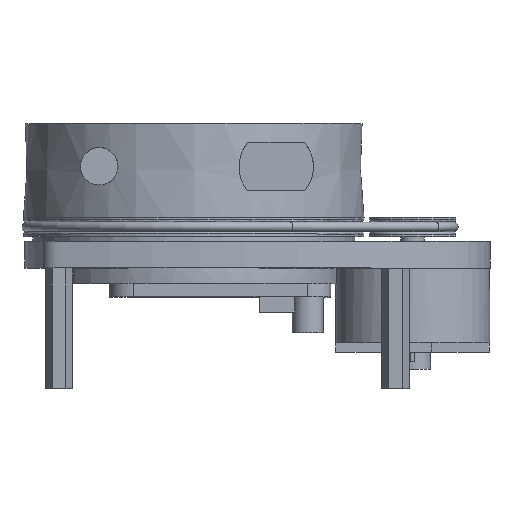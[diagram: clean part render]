
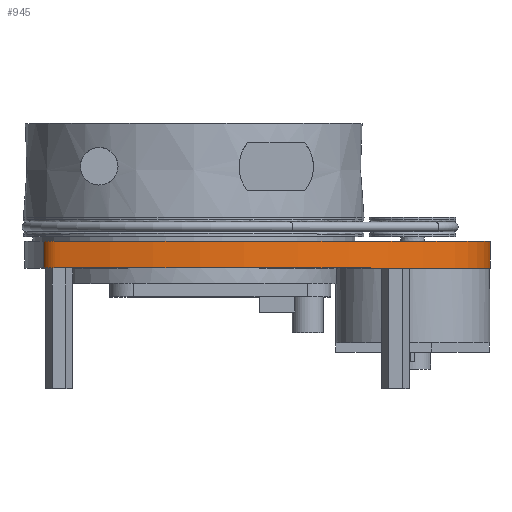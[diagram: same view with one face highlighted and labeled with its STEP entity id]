
A CAD part, top view. The second image highlights one B-rep face of the part: STEP entity #945.
In plain terms, the highlighted free-form (B-spline) face has degree [3, 1] with [13, 2] control points.
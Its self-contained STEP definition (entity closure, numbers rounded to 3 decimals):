
#219 = ORIENTED_EDGE ( 'NONE', *, *, #6674, .T. ) ;
#264 = LINE ( 'NONE', #6315, #7660 ) ;
#395 = CARTESIAN_POINT ( 'NONE',  ( 5.832, 30.575, 65.431 ) ) ;
#446 = CARTESIAN_POINT ( 'NONE',  ( 11.604, 30.575, 68.549 ) ) ;
#490 = CARTESIAN_POINT ( 'NONE',  ( 52.802, 30.575, 70.957 ) ) ;
#670 = CARTESIAN_POINT ( 'NONE',  ( 98.702, 25., 36.539 ) ) ;
#764 = CARTESIAN_POINT ( 'NONE',  ( 18.25, 25., 70.275 ) ) ;
#868 = VECTOR ( 'NONE', #3581, 1000. ) ;
#887 = CARTESIAN_POINT ( 'NONE',  ( 11.604, 30.575, 68.549 ) ) ;
#945 = ADVANCED_FACE ( 'NONE', ( #3329 ), #5439, .F. ) ;
#1026 = CARTESIAN_POINT ( 'NONE',  ( 27.369, 25., 71.372 ) ) ;
#1108 = CARTESIAN_POINT ( 'NONE',  ( 5.832, 30.575, 65.431 ) ) ;
#1162 = CARTESIAN_POINT ( 'NONE',  ( 86.467, 30.575, 56.486 ) ) ;
#1216 = CARTESIAN_POINT ( 'NONE',  ( 37.495, 30.575, 71.848 ) ) ;
#1356 = B_SPLINE_CURVE_WITH_KNOTS ( 'NONE', 3,
 ( #7530, #2413, #2466, #887, #8397, #8356, #4656, #8905, #5078, #8238, #5815, #5266, #7267 ),
 .UNSPECIFIED., .F., .F.,
 ( 4, 1, 1, 1, 1, 1, 1, 1, 1, 1, 4 ),
 ( 0., 0.026, 0.049, 0.116, 0.216, 0.3, 0.395, 0.637, 0.826, 0.871, 1. ),
 .UNSPECIFIED. ) ;
#1606 = EDGE_LOOP ( 'NONE', ( #6717, #2247, #2139, #219 ) ) ;
#1779 = CARTESIAN_POINT ( 'NONE',  ( 6.057, 30.575, 66.373 ) ) ;
#1832 = CARTESIAN_POINT ( 'NONE',  ( 37.495, 25., 71.848 ) ) ;
#1969 = CARTESIAN_POINT ( 'NONE',  ( 98.733, 25., 41.194 ) ) ;
#2139 = ORIENTED_EDGE ( 'NONE', *, *, #2334, .F. ) ;
#2247 = ORIENTED_EDGE ( 'NONE', *, *, #5021, .F. ) ;
#2334 = EDGE_CURVE ( 'NONE', #6950, #4206, #1356, .T. ) ;
#2413 = CARTESIAN_POINT ( 'NONE',  ( 6.057, 30.575, 66.373 ) ) ;
#2466 = CARTESIAN_POINT ( 'NONE',  ( 7.383, 30.575, 67.798 ) ) ;
#2639 = CARTESIAN_POINT ( 'NONE',  ( 98.702, 30.575, 36.539 ) ) ;
#2771 = VERTEX_POINT ( 'NONE', #3007 ) ;
#3007 = CARTESIAN_POINT ( 'NONE',  ( 98.702, 25., 36.539 ) ) ;
#3011 = CARTESIAN_POINT ( 'NONE',  ( 5.832, 25., 65.431 ) ) ;
#3277 = CARTESIAN_POINT ( 'NONE',  ( 71.489, 30.575, 65.553 ) ) ;
#3329 = FACE_OUTER_BOUND ( 'NONE', #1606, .T. ) ;
#3434 = CARTESIAN_POINT ( 'NONE',  ( 71.489, 25., 65.553 ) ) ;
#3581 = DIRECTION ( 'NONE',  ( 0., -1., 0. ) ) ;
#3759 = CARTESIAN_POINT ( 'NONE',  ( 96.362, 25., 47.671 ) ) ;
#4112 = CARTESIAN_POINT ( 'NONE',  ( 5.832, 25., 65.431 ) ) ;
#4168 = CARTESIAN_POINT ( 'NONE',  ( 6.057, 25., 66.373 ) ) ;
#4206 = VERTEX_POINT ( 'NONE', #9333 ) ;
#4440 = CARTESIAN_POINT ( 'NONE',  ( 98.733, 25., 41.194 ) ) ;
#4656 = CARTESIAN_POINT ( 'NONE',  ( 37.495, 30.575, 71.848 ) ) ;
#4744 = CARTESIAN_POINT ( 'NONE',  ( 7.383, 25., 67.798 ) ) ;
#4804 = CARTESIAN_POINT ( 'NONE',  ( 98.733, 30.575, 41.194 ) ) ;
#4847 = CARTESIAN_POINT ( 'NONE',  ( 96.362, 30.575, 47.671 ) ) ;
#5021 = EDGE_CURVE ( 'NONE', #4206, #2771, #7271, .T. ) ;
#5078 = CARTESIAN_POINT ( 'NONE',  ( 71.489, 30.575, 65.553 ) ) ;
#5169 = CARTESIAN_POINT ( 'NONE',  ( 6.057, 25., 66.373 ) ) ;
#5266 = CARTESIAN_POINT ( 'NONE',  ( 98.733, 30.575, 41.194 ) ) ;
#5360 = CARTESIAN_POINT ( 'NONE',  ( 27.369, 25., 71.372 ) ) ;
#5439 = B_SPLINE_SURFACE_WITH_KNOTS ( 'NONE', 3, 1, ( 
 ( #395, #8632 ),
 ( #1779, #4168 ),
 ( #6259, #4744 ),
 ( #446, #7721 ),
 ( #7867, #6357 ),
 ( #9313, #1026 ),
 ( #1216, #1832 ),
 ( #490, #9215 ),
 ( #3277, #3434 ),
 ( #1162, #7086 ),
 ( #4847, #7131 ),
 ( #4804, #1969 ),
 ( #2639, #5523 ) ),
 .UNSPECIFIED., .F., .F., .F.,
 ( 4, 1, 1, 1, 1, 1, 1, 1, 1, 1, 4 ),
 ( 2, 2 ),
 ( 0., 0.026, 0.049, 0.116, 0.216, 0.3, 0.395, 0.637, 0.826, 0.871, 1. ),
 ( 0., 1. ),
 .UNSPECIFIED. ) ;
#5523 = CARTESIAN_POINT ( 'NONE',  ( 98.702, 25., 36.539 ) ) ;
#5815 = CARTESIAN_POINT ( 'NONE',  ( 96.362, 30.575, 47.671 ) ) ;
#6001 = CARTESIAN_POINT ( 'NONE',  ( 37.495, 25., 71.848 ) ) ;
#6058 = CARTESIAN_POINT ( 'NONE',  ( 52.802, 25., 70.957 ) ) ;
#6102 = CARTESIAN_POINT ( 'NONE',  ( 11.604, 25., 68.549 ) ) ;
#6259 = CARTESIAN_POINT ( 'NONE',  ( 7.383, 30.575, 67.798 ) ) ;
#6315 = CARTESIAN_POINT ( 'NONE',  ( 5.832, 30.575, 65.431 ) ) ;
#6357 = CARTESIAN_POINT ( 'NONE',  ( 18.25, 25., 70.275 ) ) ;
#6674 = EDGE_CURVE ( 'NONE', #6950, #9345, #264, .T. ) ;
#6717 = ORIENTED_EDGE ( 'NONE', *, *, #7712, .T. ) ;
#6950 = VERTEX_POINT ( 'NONE', #1108 ) ;
#7086 = CARTESIAN_POINT ( 'NONE',  ( 86.467, 25., 56.486 ) ) ;
#7131 = CARTESIAN_POINT ( 'NONE',  ( 96.362, 25., 47.671 ) ) ;
#7267 = CARTESIAN_POINT ( 'NONE',  ( 98.702, 30.575, 36.539 ) ) ;
#7271 = LINE ( 'NONE', #8724, #868 ) ;
#7357 = CARTESIAN_POINT ( 'NONE',  ( 86.467, 25., 56.486 ) ) ;
#7530 = CARTESIAN_POINT ( 'NONE',  ( 5.832, 30.575, 65.431 ) ) ;
#7660 = VECTOR ( 'NONE', #8545, 1000. ) ;
#7712 = EDGE_CURVE ( 'NONE', #9345, #2771, #9335, .T. ) ;
#7721 = CARTESIAN_POINT ( 'NONE',  ( 11.604, 25., 68.549 ) ) ;
#7867 = CARTESIAN_POINT ( 'NONE',  ( 18.25, 30.575, 70.275 ) ) ;
#8137 = CARTESIAN_POINT ( 'NONE',  ( 7.383, 25., 67.798 ) ) ;
#8238 = CARTESIAN_POINT ( 'NONE',  ( 86.467, 30.575, 56.486 ) ) ;
#8324 = CARTESIAN_POINT ( 'NONE',  ( 71.489, 25., 65.553 ) ) ;
#8356 = CARTESIAN_POINT ( 'NONE',  ( 27.369, 30.575, 71.372 ) ) ;
#8397 = CARTESIAN_POINT ( 'NONE',  ( 18.25, 30.575, 70.275 ) ) ;
#8545 = DIRECTION ( 'NONE',  ( 0., -1., 0. ) ) ;
#8632 = CARTESIAN_POINT ( 'NONE',  ( 5.832, 25., 65.431 ) ) ;
#8724 = CARTESIAN_POINT ( 'NONE',  ( 98.702, 30.575, 36.539 ) ) ;
#8905 = CARTESIAN_POINT ( 'NONE',  ( 52.802, 30.575, 70.957 ) ) ;
#9215 = CARTESIAN_POINT ( 'NONE',  ( 52.802, 25., 70.957 ) ) ;
#9313 = CARTESIAN_POINT ( 'NONE',  ( 27.369, 30.575, 71.372 ) ) ;
#9333 = CARTESIAN_POINT ( 'NONE',  ( 98.702, 30.575, 36.539 ) ) ;
#9335 = B_SPLINE_CURVE_WITH_KNOTS ( 'NONE', 3,
 ( #3011, #5169, #8137, #6102, #764, #5360, #6001, #6058, #8324, #7357, #3759, #4440, #670 ),
 .UNSPECIFIED., .F., .F.,
 ( 4, 1, 1, 1, 1, 1, 1, 1, 1, 1, 4 ),
 ( 0., 0.026, 0.049, 0.116, 0.216, 0.3, 0.395, 0.637, 0.826, 0.871, 1. ),
 .UNSPECIFIED. ) ;
#9345 = VERTEX_POINT ( 'NONE', #4112 ) ;
